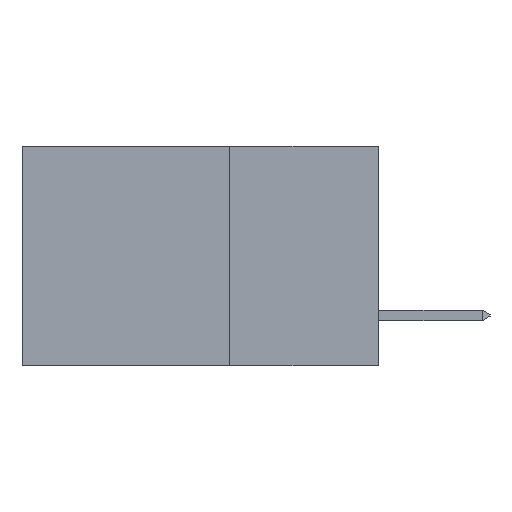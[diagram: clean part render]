
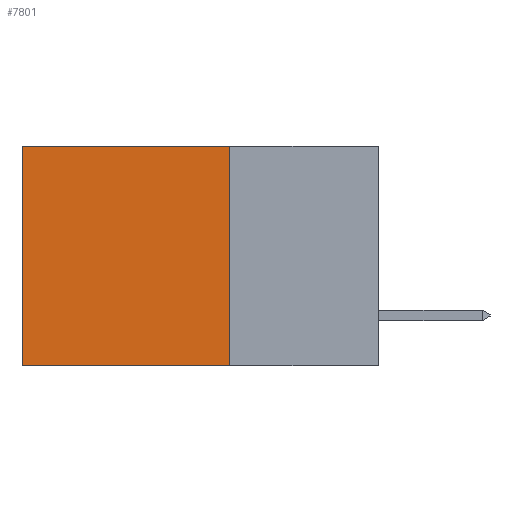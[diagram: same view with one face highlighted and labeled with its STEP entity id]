
A CAD part, left-side view. The second image highlights one B-rep face of the part: STEP entity #7801.
In plain terms, the highlighted planar face has unit normal (-1, 0, 0).
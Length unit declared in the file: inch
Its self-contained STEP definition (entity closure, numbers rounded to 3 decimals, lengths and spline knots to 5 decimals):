
#650 = VERTEX_POINT ( 'NONE', #11264 ) ;
#1407 = EDGE_CURVE ( 'NONE', #13011, #2158, #19346, .T. ) ;
#1486 = EDGE_CURVE ( 'NONE', #650, #2989, #9279, .T. ) ;
#1627 = EDGE_LOOP ( 'NONE', ( #17291, #5120, #16679, #7189 ) ) ;
#2158 = VERTEX_POINT ( 'NONE', #4182 ) ;
#2989 = VERTEX_POINT ( 'NONE', #8561 ) ;
#4182 = CARTESIAN_POINT ( 'NONE',  ( 0.2615, 0.6, -0.37 ) ) ;
#5090 = CARTESIAN_POINT ( 'NONE',  ( 0.2615, 0.25, 0. ) ) ;
#5120 = ORIENTED_EDGE ( 'NONE', *, *, #8650, .F. ) ;
#5143 = DIRECTION ( 'NONE',  ( 0., 0., -1. ) ) ;
#5160 = DIRECTION ( 'NONE',  ( 1., 0., 0. ) ) ;
#5191 = PLANE ( 'NONE',  #7841 ) ;
#5357 = CARTESIAN_POINT ( 'NONE',  ( 0.2615, 0.25, -0.37 ) ) ;
#6494 = DIRECTION ( 'NONE',  ( 0., 0., -1. ) ) ;
#6685 = DIRECTION ( 'NONE',  ( 0., 1., 0. ) ) ;
#7019 = CARTESIAN_POINT ( 'NONE',  ( 0.2615, 0.25, -0.37 ) ) ;
#7189 = ORIENTED_EDGE ( 'NONE', *, *, #11071, .T. ) ;
#7606 = CARTESIAN_POINT ( 'NONE',  ( 0.2615, 0.6, 0. ) ) ;
#7801 = ADVANCED_FACE ( 'NONE', ( #18261 ), #5191, .F. ) ;
#7841 = AXIS2_PLACEMENT_3D ( 'NONE', #5357, #5160, #5143 ) ;
#8561 = CARTESIAN_POINT ( 'NONE',  ( 0.2615, 0.25, -0.37 ) ) ;
#8650 = EDGE_CURVE ( 'NONE', #2989, #2158, #19185, .T. ) ;
#9006 = DIRECTION ( 'NONE',  ( 0., 0., -1. ) ) ;
#9279 = LINE ( 'NONE', #7019, #17437 ) ;
#9509 = VECTOR ( 'NONE', #6685, 39.37008 ) ;
#9589 = CARTESIAN_POINT ( 'NONE',  ( 0.2615, 0.6, -0.37 ) ) ;
#10035 = LINE ( 'NONE', #5090, #9509 ) ;
#10667 = VECTOR ( 'NONE', #12330, 39.37008 ) ;
#10870 = VECTOR ( 'NONE', #9006, 39.37008 ) ;
#11071 = EDGE_CURVE ( 'NONE', #650, #13011, #10035, .T. ) ;
#11264 = CARTESIAN_POINT ( 'NONE',  ( 0.2615, 0.25, 0. ) ) ;
#12330 = DIRECTION ( 'NONE',  ( 0., 1., 0. ) ) ;
#13011 = VERTEX_POINT ( 'NONE', #7606 ) ;
#16679 = ORIENTED_EDGE ( 'NONE', *, *, #1486, .F. ) ;
#17291 = ORIENTED_EDGE ( 'NONE', *, *, #1407, .T. ) ;
#17437 = VECTOR ( 'NONE', #6494, 39.37008 ) ;
#18261 = FACE_OUTER_BOUND ( 'NONE', #1627, .T. ) ;
#18685 = CARTESIAN_POINT ( 'NONE',  ( 0.2615, 0.25, -0.37 ) ) ;
#19185 = LINE ( 'NONE', #18685, #10667 ) ;
#19346 = LINE ( 'NONE', #9589, #10870 ) ;
